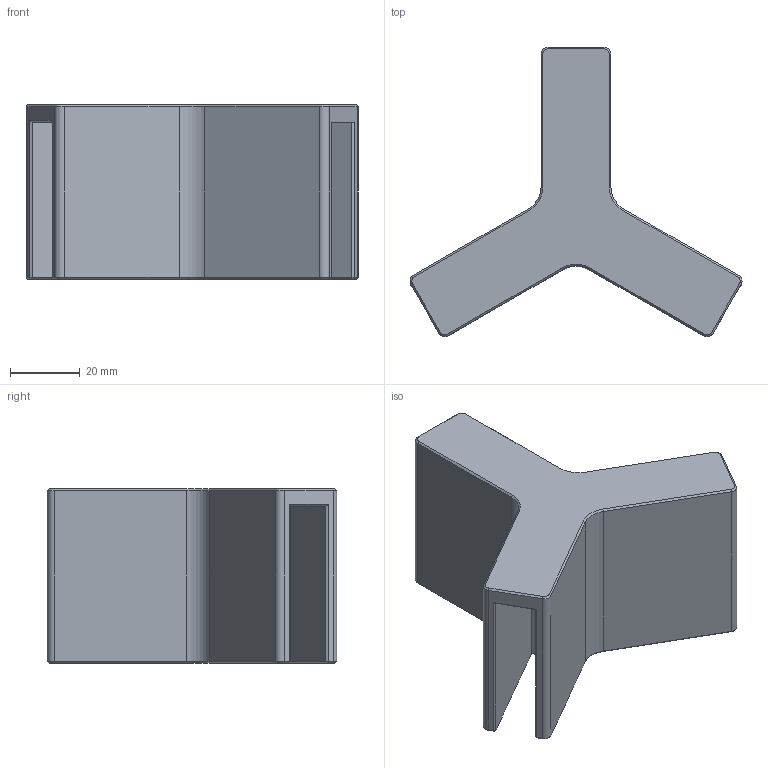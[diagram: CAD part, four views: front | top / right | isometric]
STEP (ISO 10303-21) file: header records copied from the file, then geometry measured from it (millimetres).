
FILE_DESCRIPTION(/* description */ (''),/* implementation_level */ '2;1');
FILE_NAME(/* name */ '1.stp',/* time_stamp */ '2021-06-04T15:36:04+02:00',/* author */ ('jgraber'),/* organization */ (''),/* preprocessor_version */ 'ST-DEVELOPER v17.2',/* originating_system */ 'Autodesk Inventor 2019',/* authorisation */ '');
FILE_SCHEMA (('AUTOMOTIVE_DESIGN { 1 0 10303 214 3 1 1 }'));
Length unit declared in the file: millimetre
Products named in the file (1): 1
Bounding box: 95.14 x 82.93 x 50 mm (x, y, z)
Volume: 77648.5 mm3; surface area: 32010.5 mm2
Topology: 1 solids, 1 shells, 94 faces, 212 edges, 120 vertices
Faces by surface type: plane 67, cone 18, cylinder 9
Entity records: 2561 total; most frequent: DIRECTION 438, CARTESIAN_POINT 427, ORIENTED_EDGE 424, EDGE_CURVE 212, LINE 176, VECTOR 176, AXIS2_PLACEMENT_3D 131, VERTEX_POINT 120
